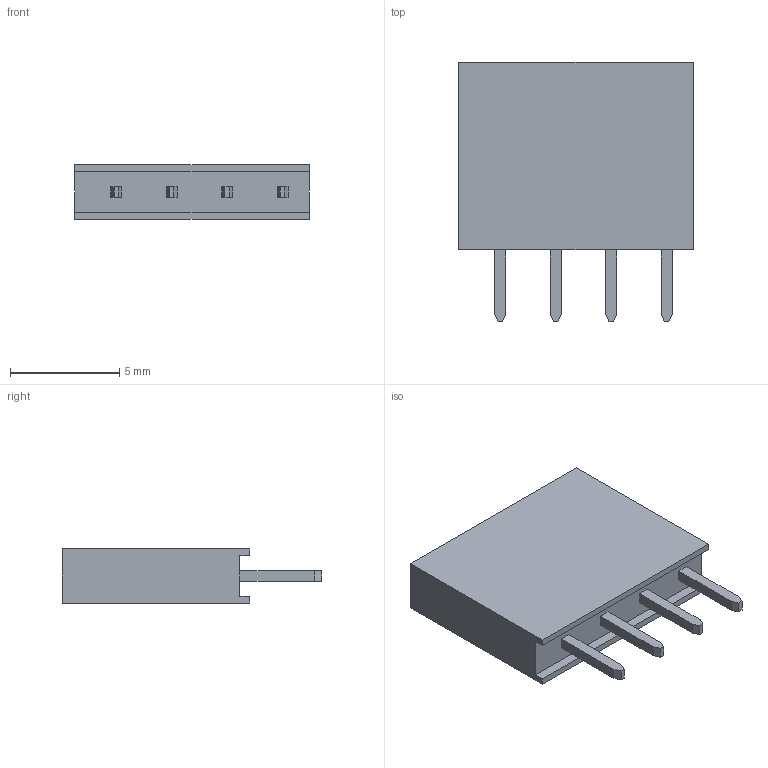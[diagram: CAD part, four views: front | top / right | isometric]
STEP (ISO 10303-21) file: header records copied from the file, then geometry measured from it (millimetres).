
FILE_DESCRIPTION (( 'STEP AP214' ), '1' );
FILE_NAME ('SIMON_4pinheader-female-STEP.STEP', '2016-05-23T15:10:22', ( '' ), ( '' ), 'SwSTEP 2.0', 'SolidWorks 2015', '' );
FILE_SCHEMA (( 'AUTOMOTIVE_DESIGN' ));
Length unit declared in the file: millimetre
Products named in the file (1): SIMON_4pinheader-female-STEP
Bounding box: 10.76 x 11.88 x 2.48 mm (x, y, z)
Volume: 157.7 mm3; surface area: 675.2 mm2
Topology: 1 solids, 1 shells, 166 faces, 428 edges, 280 vertices
Faces by surface type: plane 142, cylinder 24
Entity records: 6249 total; most frequent: CARTESIAN_POINT 875, ORIENTED_EDGE 856, DIRECTION 810, EDGE_CURVE 428, VECTOR 380, LINE 380, VERTEX_POINT 280, AXIS2_PLACEMENT_3D 215
